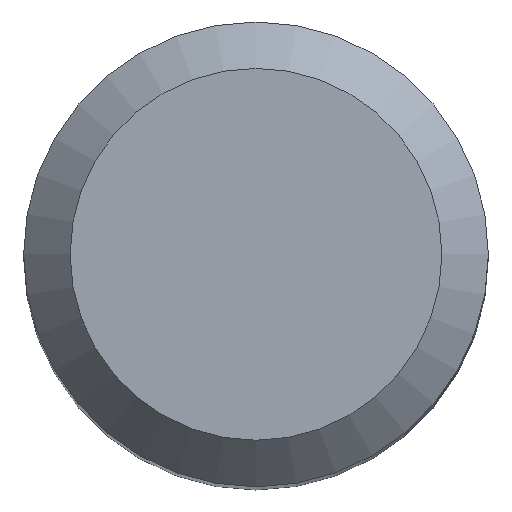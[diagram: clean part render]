
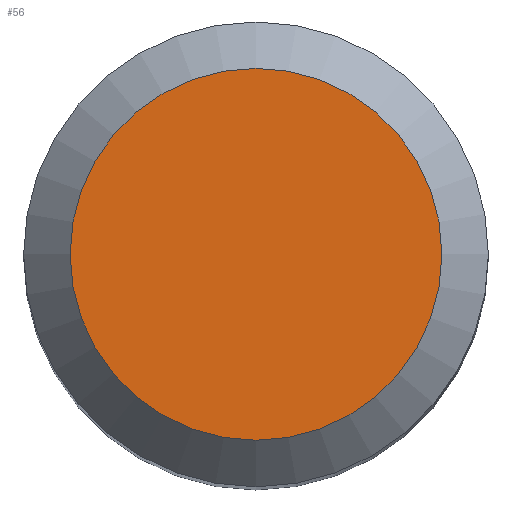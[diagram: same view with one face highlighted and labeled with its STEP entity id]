
A CAD part, top view. The second image highlights one B-rep face of the part: STEP entity #56.
In plain terms, the highlighted planar face has unit normal (0, 0, 1).
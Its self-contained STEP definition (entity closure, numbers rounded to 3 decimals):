
#7 = ORIENTED_EDGE ( 'NONE', *, *, #38, .F. ) ;
#38 = EDGE_CURVE ( 'NONE', #121, #121, #158, .T. ) ;
#41 = AXIS2_PLACEMENT_3D ( 'NONE', #70, #185, #252 ) ;
#52 = DIRECTION ( 'NONE',  ( 0., 0., -1. ) ) ;
#56 = ADVANCED_FACE ( 'NONE', ( #214 ), #154, .F. ) ;
#66 = DIRECTION ( 'NONE',  ( 0., 1., 0. ) ) ;
#70 = CARTESIAN_POINT ( 'NONE',  ( 0., 0., 79. ) ) ;
#121 = VERTEX_POINT ( 'NONE', #219 ) ;
#137 = EDGE_LOOP ( 'NONE', ( #7 ) ) ;
#154 = PLANE ( 'NONE',  #41 ) ;
#158 = CIRCLE ( 'NONE', #199, 3.2 ) ;
#185 = DIRECTION ( 'NONE',  ( 0., 0., -1. ) ) ;
#199 = AXIS2_PLACEMENT_3D ( 'NONE', #249, #52, #66 ) ;
#214 = FACE_OUTER_BOUND ( 'NONE', #137, .T. ) ;
#219 = CARTESIAN_POINT ( 'NONE',  ( 0., 3.2, 79. ) ) ;
#249 = CARTESIAN_POINT ( 'NONE',  ( 0., 0., 79. ) ) ;
#252 = DIRECTION ( 'NONE',  ( 0., 1., 0. ) ) ;
